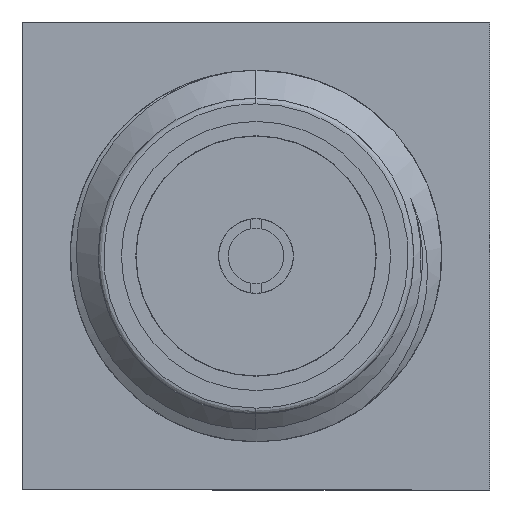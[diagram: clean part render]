
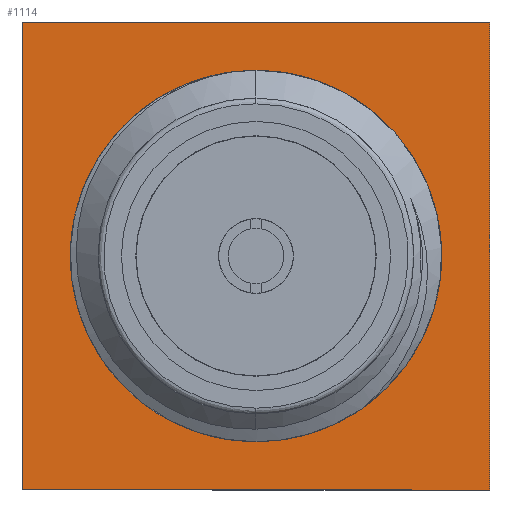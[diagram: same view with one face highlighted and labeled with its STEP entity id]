
A CAD part, left-side view. The second image highlights one B-rep face of the part: STEP entity #1114.
In plain terms, the highlighted planar face has unit normal (-1, 0, 0).
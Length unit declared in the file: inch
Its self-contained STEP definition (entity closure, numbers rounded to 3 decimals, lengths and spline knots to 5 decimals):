
#16 = PLANE ( 'NONE',  #2952 ) ;
#204 = CARTESIAN_POINT ( 'NONE',  ( 0.31024, 0., 0. ) ) ;
#356 = VECTOR ( 'NONE', #1297, 39.37008 ) ;
#508 = EDGE_CURVE ( 'NONE', #2840, #549, #2643, .T. ) ;
#519 = CIRCLE ( 'NONE', #2318, 0.1063 ) ;
#531 = CARTESIAN_POINT ( 'NONE',  ( 0.31024, -0.15748, 0.15748 ) ) ;
#549 = VERTEX_POINT ( 'NONE', #1671 ) ;
#676 = VECTOR ( 'NONE', #1229, 39.37008 ) ;
#706 = DIRECTION ( 'NONE',  ( 0., -1., 0. ) ) ;
#801 = VERTEX_POINT ( 'NONE', #911 ) ;
#820 = CARTESIAN_POINT ( 'NONE',  ( 0.31024, 0.15748, 0.15748 ) ) ;
#871 = FACE_BOUND ( 'NONE', #3037, .T. ) ;
#911 = CARTESIAN_POINT ( 'NONE',  ( 0.31024, -0.15748, -0.15748 ) ) ;
#930 = EDGE_CURVE ( 'NONE', #801, #2840, #2882, .T. ) ;
#1009 = DIRECTION ( 'NONE',  ( 0., 0., 1. ) ) ;
#1013 = DIRECTION ( 'NONE',  ( 0., 0., -1. ) ) ;
#1016 = FACE_OUTER_BOUND ( 'NONE', #2286, .T. ) ;
#1114 = ADVANCED_FACE ( 'NONE', ( #871, #1016 ), #16, .T. ) ;
#1148 = VECTOR ( 'NONE', #1009, 39.37008 ) ;
#1170 = VERTEX_POINT ( 'NONE', #2509 ) ;
#1229 = DIRECTION ( 'NONE',  ( 0., 0., -1. ) ) ;
#1297 = DIRECTION ( 'NONE',  ( 0., 1., 0. ) ) ;
#1388 = LINE ( 'NONE', #2727, #1738 ) ;
#1470 = ORIENTED_EDGE ( 'NONE', *, *, #1554, .T. ) ;
#1482 = ORIENTED_EDGE ( 'NONE', *, *, #508, .T. ) ;
#1496 = VERTEX_POINT ( 'NONE', #1636 ) ;
#1554 = EDGE_CURVE ( 'NONE', #549, #1496, #1918, .T. ) ;
#1632 = EDGE_CURVE ( 'NONE', #1170, #2829, #519, .T. ) ;
#1636 = CARTESIAN_POINT ( 'NONE',  ( 0.31024, 0.15748, -0.15748 ) ) ;
#1671 = CARTESIAN_POINT ( 'NONE',  ( 0.31024, 0.15748, 0.15748 ) ) ;
#1678 = DIRECTION ( 'NONE',  ( 0., 0., -1. ) ) ;
#1738 = VECTOR ( 'NONE', #706, 39.37008 ) ;
#1743 = DIRECTION ( 'NONE',  ( 0., 0., 1. ) ) ;
#1918 = LINE ( 'NONE', #2932, #676 ) ;
#1962 = CARTESIAN_POINT ( 'NONE',  ( 0.31024, 0., 0. ) ) ;
#1991 = CARTESIAN_POINT ( 'NONE',  ( 0.31024, -0.15748, 0.15748 ) ) ;
#2124 = ORIENTED_EDGE ( 'NONE', *, *, #1632, .T. ) ;
#2251 = CARTESIAN_POINT ( 'NONE',  ( 0.31024, 0., 0. ) ) ;
#2286 = EDGE_LOOP ( 'NONE', ( #2554, #2822, #1482, #1470 ) ) ;
#2318 = AXIS2_PLACEMENT_3D ( 'NONE', #2251, #3017, #1013 ) ;
#2486 = AXIS2_PLACEMENT_3D ( 'NONE', #1962, #2743, #1678 ) ;
#2509 = CARTESIAN_POINT ( 'NONE',  ( 0.31024, 0., 0.1063 ) ) ;
#2511 = ORIENTED_EDGE ( 'NONE', *, *, #3029, .T. ) ;
#2554 = ORIENTED_EDGE ( 'NONE', *, *, #2971, .T. ) ;
#2643 = LINE ( 'NONE', #820, #356 ) ;
#2698 = CIRCLE ( 'NONE', #2486, 0.1063 ) ;
#2727 = CARTESIAN_POINT ( 'NONE',  ( 0.31024, 0.15748, -0.15748 ) ) ;
#2743 = DIRECTION ( 'NONE',  ( 1., 0., 0. ) ) ;
#2786 = DIRECTION ( 'NONE',  ( -1., 0., 0. ) ) ;
#2822 = ORIENTED_EDGE ( 'NONE', *, *, #930, .T. ) ;
#2829 = VERTEX_POINT ( 'NONE', #3039 ) ;
#2840 = VERTEX_POINT ( 'NONE', #1991 ) ;
#2882 = LINE ( 'NONE', #531, #1148 ) ;
#2932 = CARTESIAN_POINT ( 'NONE',  ( 0.31024, 0.15748, 0.15748 ) ) ;
#2952 = AXIS2_PLACEMENT_3D ( 'NONE', #204, #2786, #1743 ) ;
#2971 = EDGE_CURVE ( 'NONE', #1496, #801, #1388, .T. ) ;
#3017 = DIRECTION ( 'NONE',  ( 1., 0., 0. ) ) ;
#3029 = EDGE_CURVE ( 'NONE', #2829, #1170, #2698, .T. ) ;
#3037 = EDGE_LOOP ( 'NONE', ( #2511, #2124 ) ) ;
#3039 = CARTESIAN_POINT ( 'NONE',  ( 0.31024, 0., -0.1063 ) ) ;
